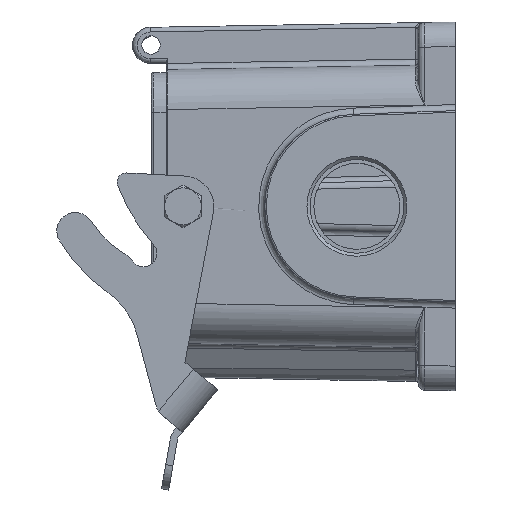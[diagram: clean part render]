
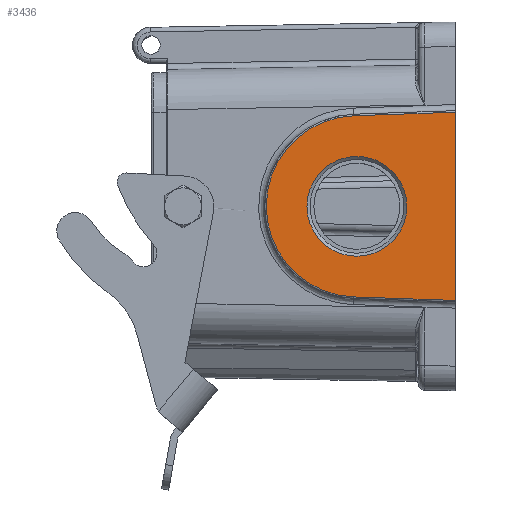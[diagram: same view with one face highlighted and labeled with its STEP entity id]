
A CAD part, left-side view. The second image highlights one B-rep face of the part: STEP entity #3436.
In plain terms, the highlighted planar face has unit normal (-1, 0, 0).
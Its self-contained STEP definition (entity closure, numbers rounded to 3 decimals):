
#1027=FACE_BOUND('',#5233,.T.);
#1028=FACE_BOUND('',#5234,.T.);
#1478=LINE('',#21283,#2361);
#1557=LINE('',#22428,#2440);
#1558=LINE('',#22436,#2441);
#2361=VECTOR('',#15916,1.);
#2440=VECTOR('',#16285,1.);
#2441=VECTOR('',#16296,1.);
#3436=ADVANCED_FACE('',(#1027,#1028),#3997,.F.);
#3997=PLANE('',#13760);
#5233=EDGE_LOOP('',(#7423,#7424,#7425,#7426));
#5234=EDGE_LOOP('',(#7427));
#7423=ORIENTED_EDGE('',*,*,#11684,.T.);
#7424=ORIENTED_EDGE('',*,*,#11686,.T.);
#7425=ORIENTED_EDGE('',*,*,#11489,.F.);
#7426=ORIENTED_EDGE('',*,*,#11682,.T.);
#7427=ORIENTED_EDGE('',*,*,#11687,.T.);
#10091=VERTEX_POINT('',#21282);
#10092=VERTEX_POINT('',#21284);
#10207=VERTEX_POINT('',#22429);
#10208=VERTEX_POINT('',#22433);
#10209=VERTEX_POINT('',#22439);
#11489=EDGE_CURVE('',#10091,#10092,#1478,.T.);
#11682=EDGE_CURVE('',#10091,#10207,#1557,.T.);
#11684=EDGE_CURVE('',#10207,#10208,#12806,.T.);
#11686=EDGE_CURVE('',#10208,#10092,#1558,.T.);
#11687=EDGE_CURVE('',#10209,#10209,#12808,.T.);
#12806=CIRCLE('',#13755,29.5);
#12808=CIRCLE('',#13759,16.25);
#13755=AXIS2_PLACEMENT_3D('',#22432,#16290,#16291);
#13759=AXIS2_PLACEMENT_3D('',#22438,#16299,#16300);
#13760=AXIS2_PLACEMENT_3D('',#22440,#16301,#16302);
#15916=DIRECTION('',(0.,0.,-1.));
#16285=DIRECTION('',(0.,0.999,-0.035));
#16290=DIRECTION('',(-1.,0.,0.));
#16291=DIRECTION('',(0.,0.,-1.));
#16296=DIRECTION('',(0.,-0.999,-0.035));
#16299=DIRECTION('',(1.,0.,0.));
#16300=DIRECTION('',(0.,0.,-1.));
#16301=DIRECTION('',(1.,0.,0.));
#16302=DIRECTION('',(0.,0.,-1.));
#21282=CARTESIAN_POINT('',(-70.5,0.,30.635));
#21283=CARTESIAN_POINT('',(-70.5,0.,30.635));
#21284=CARTESIAN_POINT('',(-70.5,0.,-30.635));
#22428=CARTESIAN_POINT('',(-70.5,0.,30.635));
#22429=CARTESIAN_POINT('',(-70.5,33.03,29.482));
#22432=CARTESIAN_POINT('',(-70.5,32.,0.));
#22433=CARTESIAN_POINT('',(-70.5,33.03,-29.482));
#22436=CARTESIAN_POINT('',(-70.5,33.03,-29.482));
#22438=CARTESIAN_POINT('',(-70.5,32.,0.));
#22439=CARTESIAN_POINT('',(-70.5,32.,-16.25));
#22440=CARTESIAN_POINT('',(-70.5,0.,0.));
